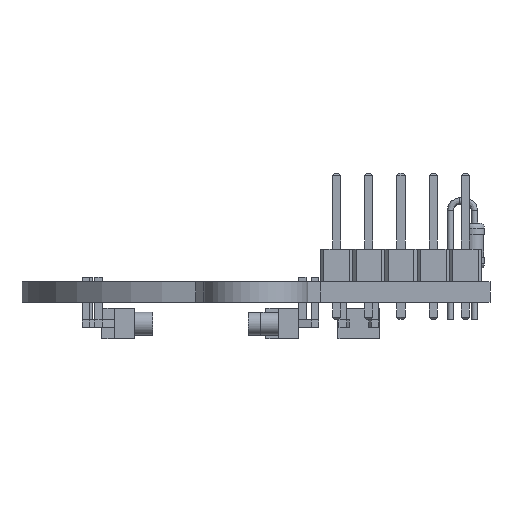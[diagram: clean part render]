
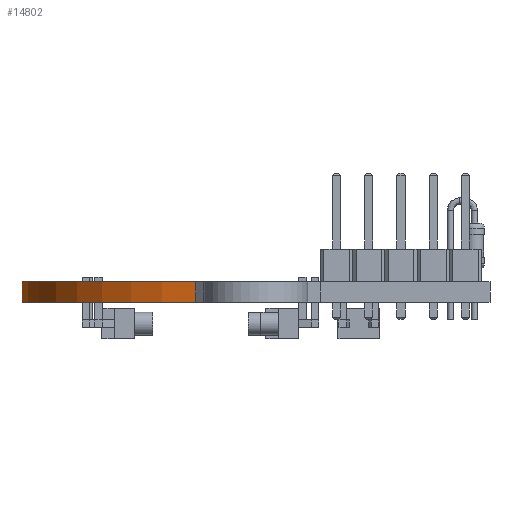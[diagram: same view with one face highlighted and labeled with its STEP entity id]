
A CAD part, left-side view. The second image highlights one B-rep face of the part: STEP entity #14802.
In plain terms, the highlighted cylindrical face has radius 16.378 mm (diameter 32.756 mm), a partial arc.
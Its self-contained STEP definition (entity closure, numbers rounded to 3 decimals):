
#14802 = ADVANCED_FACE('',(#14803),#14817,.T.);
#14803 = FACE_BOUND('',#14804,.F.);
#14804 = EDGE_LOOP('',(#14805,#14840,#14869,#14897));
#14805 = ORIENTED_EDGE('',*,*,#14806,.T.);
#14806 = EDGE_CURVE('',#14807,#14809,#14811,.T.);
#14807 = VERTEX_POINT('',#14808);
#14808 = CARTESIAN_POINT('',(147.101,-69.644,0.));
#14809 = VERTEX_POINT('',#14810);
#14810 = CARTESIAN_POINT('',(147.101,-69.644,1.6));
#14811 = SURFACE_CURVE('',#14812,(#14816,#14828),.PCURVE_S1.);
#14812 = LINE('',#14813,#14814);
#14813 = CARTESIAN_POINT('',(147.101,-69.644,0.));
#14814 = VECTOR('',#14815,1.);
#14815 = DIRECTION('',(0.,0.,1.));
#14816 = PCURVE('',#14817,#14822);
#14817 = CYLINDRICAL_SURFACE('',#14818,16.378);
#14818 = AXIS2_PLACEMENT_3D('',#14819,#14820,#14821);
#14819 = CARTESIAN_POINT('',(143.121,-85.531,0.));
#14820 = DIRECTION('',(-0.,-0.,-1.));
#14821 = DIRECTION('',(1.,0.,-0.));
#14822 = DEFINITIONAL_REPRESENTATION('',(#14823),#14827);
#14823 = LINE('',#14824,#14825);
#14824 = CARTESIAN_POINT('',(-1.325,0.));
#14825 = VECTOR('',#14826,1.);
#14826 = DIRECTION('',(-0.,-1.));
#14827 = ( GEOMETRIC_REPRESENTATION_CONTEXT(2) 
PARAMETRIC_REPRESENTATION_CONTEXT() REPRESENTATION_CONTEXT('2D SPACE',''
  ) );
#14828 = PCURVE('',#14829,#14834);
#14829 = CYLINDRICAL_SURFACE('',#14830,16.412);
#14830 = AXIS2_PLACEMENT_3D('',#14831,#14832,#14833);
#14831 = CARTESIAN_POINT('',(143.119,-85.565,0.));
#14832 = DIRECTION('',(-0.,-0.,-1.));
#14833 = DIRECTION('',(1.,0.,-0.));
#14834 = DEFINITIONAL_REPRESENTATION('',(#14835),#14839);
#14835 = LINE('',#14836,#14837);
#14836 = CARTESIAN_POINT('',(-1.326,0.));
#14837 = VECTOR('',#14838,1.);
#14838 = DIRECTION('',(-0.,-1.));
#14839 = ( GEOMETRIC_REPRESENTATION_CONTEXT(2) 
PARAMETRIC_REPRESENTATION_CONTEXT() REPRESENTATION_CONTEXT('2D SPACE',''
  ) );
#14840 = ORIENTED_EDGE('',*,*,#14841,.T.);
#14841 = EDGE_CURVE('',#14809,#14842,#14844,.T.);
#14842 = VERTEX_POINT('',#14843);
#14843 = CARTESIAN_POINT('',(126.952,-82.923,1.6));
#14844 = SURFACE_CURVE('',#14845,(#14850,#14857),.PCURVE_S1.);
#14845 = CIRCLE('',#14846,16.378);
#14846 = AXIS2_PLACEMENT_3D('',#14847,#14848,#14849);
#14847 = CARTESIAN_POINT('',(143.121,-85.531,1.6));
#14848 = DIRECTION('',(0.,0.,1.));
#14849 = DIRECTION('',(1.,0.,-0.));
#14850 = PCURVE('',#14817,#14851);
#14851 = DEFINITIONAL_REPRESENTATION('',(#14852),#14856);
#14852 = LINE('',#14853,#14854);
#14853 = CARTESIAN_POINT('',(-0.,-1.6));
#14854 = VECTOR('',#14855,1.);
#14855 = DIRECTION('',(-1.,0.));
#14856 = ( GEOMETRIC_REPRESENTATION_CONTEXT(2) 
PARAMETRIC_REPRESENTATION_CONTEXT() REPRESENTATION_CONTEXT('2D SPACE',''
  ) );
#14857 = PCURVE('',#14858,#14863);
#14858 = PLANE('',#14859);
#14859 = AXIS2_PLACEMENT_3D('',#14860,#14861,#14862);
#14860 = CARTESIAN_POINT('',(141.859,-88.968,1.6));
#14861 = DIRECTION('',(0.,0.,1.));
#14862 = DIRECTION('',(1.,0.,-0.));
#14863 = DEFINITIONAL_REPRESENTATION('',(#14864),#14868);
#14864 = CIRCLE('',#14865,16.378);
#14865 = AXIS2_PLACEMENT_2D('',#14866,#14867);
#14866 = CARTESIAN_POINT('',(1.262,3.438));
#14867 = DIRECTION('',(1.,0.));
#14868 = ( GEOMETRIC_REPRESENTATION_CONTEXT(2) 
PARAMETRIC_REPRESENTATION_CONTEXT() REPRESENTATION_CONTEXT('2D SPACE',''
  ) );
#14869 = ORIENTED_EDGE('',*,*,#14870,.F.);
#14870 = EDGE_CURVE('',#14871,#14842,#14873,.T.);
#14871 = VERTEX_POINT('',#14872);
#14872 = CARTESIAN_POINT('',(126.952,-82.923,0.));
#14873 = SURFACE_CURVE('',#14874,(#14878,#14885),.PCURVE_S1.);
#14874 = LINE('',#14875,#14876);
#14875 = CARTESIAN_POINT('',(126.952,-82.923,0.));
#14876 = VECTOR('',#14877,1.);
#14877 = DIRECTION('',(0.,0.,1.));
#14878 = PCURVE('',#14817,#14879);
#14879 = DEFINITIONAL_REPRESENTATION('',(#14880),#14884);
#14880 = LINE('',#14881,#14882);
#14881 = CARTESIAN_POINT('',(-2.982,0.));
#14882 = VECTOR('',#14883,1.);
#14883 = DIRECTION('',(-0.,-1.));
#14884 = ( GEOMETRIC_REPRESENTATION_CONTEXT(2) 
PARAMETRIC_REPRESENTATION_CONTEXT() REPRESENTATION_CONTEXT('2D SPACE',''
  ) );
#14885 = PCURVE('',#14886,#14891);
#14886 = PLANE('',#14887);
#14887 = AXIS2_PLACEMENT_3D('',#14888,#14889,#14890);
#14888 = CARTESIAN_POINT('',(119.696,-83.557,0.));
#14889 = DIRECTION('',(-0.087,0.996,0.));
#14890 = DIRECTION('',(0.996,0.087,0.));
#14891 = DEFINITIONAL_REPRESENTATION('',(#14892),#14896);
#14892 = LINE('',#14893,#14894);
#14893 = CARTESIAN_POINT('',(7.284,0.));
#14894 = VECTOR('',#14895,1.);
#14895 = DIRECTION('',(0.,-1.));
#14896 = ( GEOMETRIC_REPRESENTATION_CONTEXT(2) 
PARAMETRIC_REPRESENTATION_CONTEXT() REPRESENTATION_CONTEXT('2D SPACE',''
  ) );
#14897 = ORIENTED_EDGE('',*,*,#14898,.F.);
#14898 = EDGE_CURVE('',#14807,#14871,#14899,.T.);
#14899 = SURFACE_CURVE('',#14900,(#14905,#14912),.PCURVE_S1.);
#14900 = CIRCLE('',#14901,16.378);
#14901 = AXIS2_PLACEMENT_3D('',#14902,#14903,#14904);
#14902 = CARTESIAN_POINT('',(143.121,-85.531,0.));
#14903 = DIRECTION('',(0.,0.,1.));
#14904 = DIRECTION('',(1.,0.,-0.));
#14905 = PCURVE('',#14817,#14906);
#14906 = DEFINITIONAL_REPRESENTATION('',(#14907),#14911);
#14907 = LINE('',#14908,#14909);
#14908 = CARTESIAN_POINT('',(-0.,0.));
#14909 = VECTOR('',#14910,1.);
#14910 = DIRECTION('',(-1.,0.));
#14911 = ( GEOMETRIC_REPRESENTATION_CONTEXT(2) 
PARAMETRIC_REPRESENTATION_CONTEXT() REPRESENTATION_CONTEXT('2D SPACE',''
  ) );
#14912 = PCURVE('',#14913,#14918);
#14913 = PLANE('',#14914);
#14914 = AXIS2_PLACEMENT_3D('',#14915,#14916,#14917);
#14915 = CARTESIAN_POINT('',(141.859,-88.968,0.));
#14916 = DIRECTION('',(0.,0.,1.));
#14917 = DIRECTION('',(1.,0.,-0.));
#14918 = DEFINITIONAL_REPRESENTATION('',(#14919),#14923);
#14919 = CIRCLE('',#14920,16.378);
#14920 = AXIS2_PLACEMENT_2D('',#14921,#14922);
#14921 = CARTESIAN_POINT('',(1.262,3.438));
#14922 = DIRECTION('',(1.,0.));
#14923 = ( GEOMETRIC_REPRESENTATION_CONTEXT(2) 
PARAMETRIC_REPRESENTATION_CONTEXT() REPRESENTATION_CONTEXT('2D SPACE',''
  ) );
